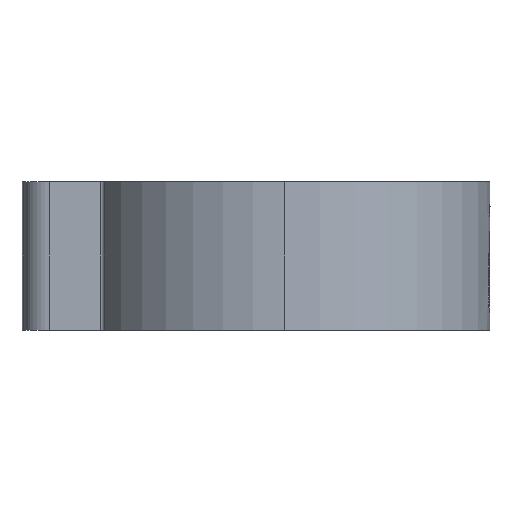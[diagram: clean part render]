
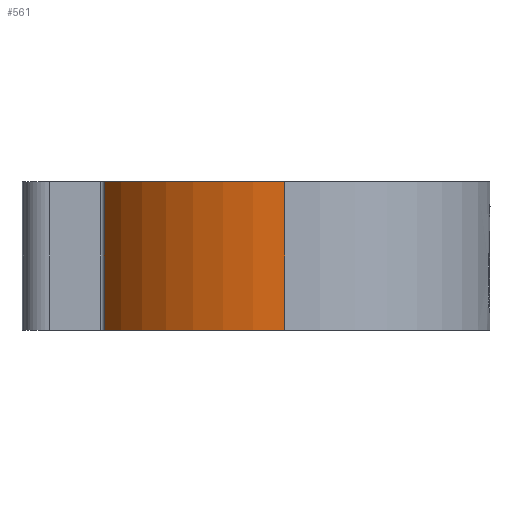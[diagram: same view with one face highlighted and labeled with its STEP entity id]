
A CAD part, left-side view. The second image highlights one B-rep face of the part: STEP entity #561.
In plain terms, the highlighted cylindrical face has radius 9.65 mm (diameter 19.3 mm), a partial arc.
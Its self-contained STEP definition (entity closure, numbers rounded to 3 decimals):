
#5 = CARTESIAN_POINT ( 'NONE',  ( -9.65, 0., -3.5 ) ) ;
#163 = DIRECTION ( 'NONE',  ( 0., 0., -1. ) ) ;
#312 = CARTESIAN_POINT ( 'NONE',  ( -9.65, 0., 3.5 ) ) ;
#315 = EDGE_CURVE ( 'NONE', #823, #3873, #3087, .T. ) ;
#368 = AXIS2_PLACEMENT_3D ( 'NONE', #4588, #891, #4149 ) ;
#385 = ORIENTED_EDGE ( 'NONE', *, *, #2707, .T. ) ;
#396 = ORIENTED_EDGE ( 'NONE', *, *, #315, .F. ) ;
#561 = ADVANCED_FACE ( 'NONE', ( #1447 ), #5126, .T. ) ;
#758 = CARTESIAN_POINT ( 'NONE',  ( 0., 0., -3.5 ) ) ;
#823 = VERTEX_POINT ( 'NONE', #2094 ) ;
#891 = DIRECTION ( 'NONE',  ( 0., 0., 1. ) ) ;
#1140 = CARTESIAN_POINT ( 'NONE',  ( -4.605, 8.481, 3.5 ) ) ;
#1447 = FACE_OUTER_BOUND ( 'NONE', #4702, .T. ) ;
#1771 = LINE ( 'NONE', #1140, #4937 ) ;
#2094 = CARTESIAN_POINT ( 'NONE',  ( -4.605, 8.481, 3.5 ) ) ;
#2187 = ORIENTED_EDGE ( 'NONE', *, *, #3363, .F. ) ;
#2355 = CIRCLE ( 'NONE', #3600, 9.65 ) ;
#2391 = DIRECTION ( 'NONE',  ( 1., 0., 0. ) ) ;
#2539 = CARTESIAN_POINT ( 'NONE',  ( -9.65, 0., 3.5 ) ) ;
#2596 = VERTEX_POINT ( 'NONE', #5 ) ;
#2707 = EDGE_CURVE ( 'NONE', #823, #4952, #1771, .T. ) ;
#2709 = DIRECTION ( 'NONE',  ( 0., 0., -1. ) ) ;
#2760 = DIRECTION ( 'NONE',  ( 0., 0., -1. ) ) ;
#2986 = ORIENTED_EDGE ( 'NONE', *, *, #4167, .T. ) ;
#3087 = CIRCLE ( 'NONE', #368, 9.65 ) ;
#3203 = CARTESIAN_POINT ( 'NONE',  ( -4.605, 8.481, -3.5 ) ) ;
#3324 = LINE ( 'NONE', #2539, #4440 ) ;
#3363 = EDGE_CURVE ( 'NONE', #3873, #2596, #3324, .T. ) ;
#3600 = AXIS2_PLACEMENT_3D ( 'NONE', #758, #5149, #2391 ) ;
#3873 = VERTEX_POINT ( 'NONE', #312 ) ;
#4149 = DIRECTION ( 'NONE',  ( 1., 0., 0. ) ) ;
#4167 = EDGE_CURVE ( 'NONE', #4952, #2596, #2355, .T. ) ;
#4440 = VECTOR ( 'NONE', #163, 1000. ) ;
#4588 = CARTESIAN_POINT ( 'NONE',  ( 0., 0., 3.5 ) ) ;
#4592 = AXIS2_PLACEMENT_3D ( 'NONE', #4631, #2709, #5022 ) ;
#4631 = CARTESIAN_POINT ( 'NONE',  ( 0., 0., 3.5 ) ) ;
#4702 = EDGE_LOOP ( 'NONE', ( #2187, #396, #385, #2986 ) ) ;
#4937 = VECTOR ( 'NONE', #2760, 1000. ) ;
#4952 = VERTEX_POINT ( 'NONE', #3203 ) ;
#5022 = DIRECTION ( 'NONE',  ( -1., 0., 0. ) ) ;
#5126 = CYLINDRICAL_SURFACE ( 'NONE', #4592, 9.65 ) ;
#5149 = DIRECTION ( 'NONE',  ( 0., 0., 1. ) ) ;
